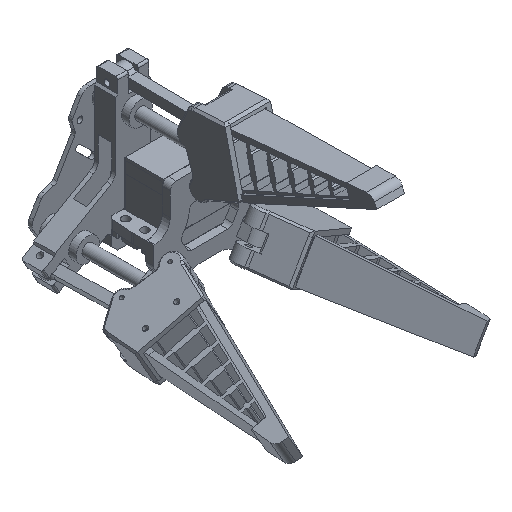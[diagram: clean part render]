
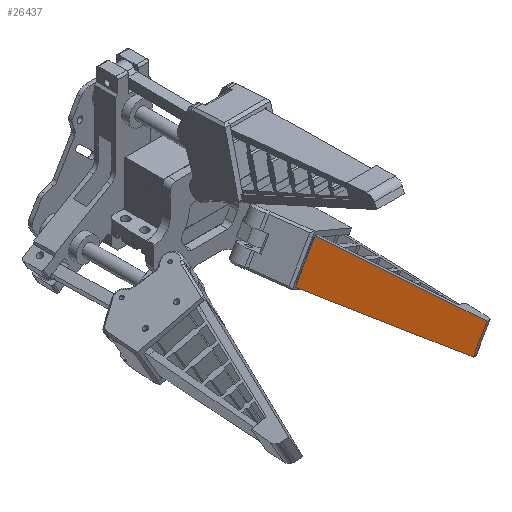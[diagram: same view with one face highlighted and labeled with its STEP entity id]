
A CAD part, isometric view. The second image highlights one B-rep face of the part: STEP entity #26437.
In plain terms, the highlighted face is planar.
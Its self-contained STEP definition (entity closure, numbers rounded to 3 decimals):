
#1664=PLANE('',#28436);
#2648=FACE_OUTER_BOUND('',#4278,.T.);
#4278=EDGE_LOOP('',(#19936,#19937,#19938,#19939));
#6163=LINE('',#39608,#8717);
#6164=LINE('',#39610,#8718);
#6165=LINE('',#39612,#8719);
#6166=LINE('',#39613,#8720);
#8717=VECTOR('',#32286,1000.);
#8718=VECTOR('',#32287,1000.);
#8719=VECTOR('',#32288,1000.);
#8720=VECTOR('',#32289,1000.);
#12159=VERTEX_POINT('',#39606);
#12160=VERTEX_POINT('',#39607);
#12161=VERTEX_POINT('',#39609);
#12162=VERTEX_POINT('',#39611);
#14983=EDGE_CURVE('',#12159,#12160,#6163,.T.);
#14984=EDGE_CURVE('',#12161,#12159,#6164,.T.);
#14985=EDGE_CURVE('',#12162,#12161,#6165,.T.);
#14986=EDGE_CURVE('',#12160,#12162,#6166,.T.);
#19936=ORIENTED_EDGE('',*,*,#14983,.F.);
#19937=ORIENTED_EDGE('',*,*,#14984,.F.);
#19938=ORIENTED_EDGE('',*,*,#14985,.F.);
#19939=ORIENTED_EDGE('',*,*,#14986,.F.);
#26437=ADVANCED_FACE('',(#2648),#1664,.F.);
#28436=AXIS2_PLACEMENT_3D('',#39605,#32284,#32285);
#32284=DIRECTION('center_axis',(-0.985,-0.174,0.));
#32285=DIRECTION('ref_axis',(0.174,-0.985,0.));
#32286=DIRECTION('',(0.,0.,-1.));
#32287=DIRECTION('',(-0.173,0.984,-0.044));
#32288=DIRECTION('',(0.,0.,1.));
#32289=DIRECTION('',(0.173,-0.984,-0.044));
#39605=CARTESIAN_POINT('Origin',(3.058,87.989,75.972));
#39606=CARTESIAN_POINT('',(3.058,87.989,47.63));
#39607=CARTESIAN_POINT('',(3.058,87.989,33.314));
#39608=CARTESIAN_POINT('',(3.058,87.989,75.972));
#39609=CARTESIAN_POINT('',(15.479,17.547,50.795));
#39610=CARTESIAN_POINT('',(15.479,17.547,50.795));
#39611=CARTESIAN_POINT('',(15.479,17.547,30.148));
#39612=CARTESIAN_POINT('',(15.479,17.547,75.972));
#39613=CARTESIAN_POINT('',(3.058,87.989,33.314));
